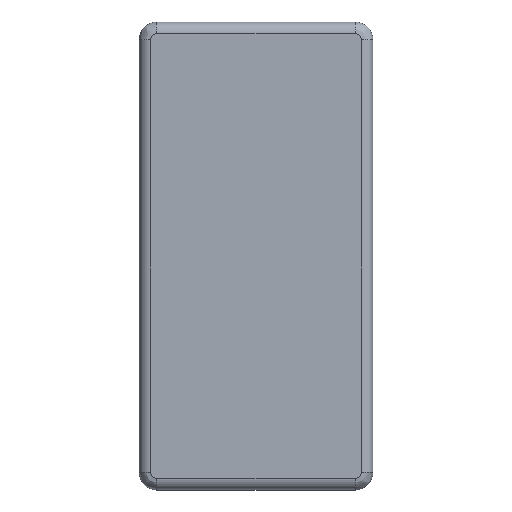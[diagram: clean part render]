
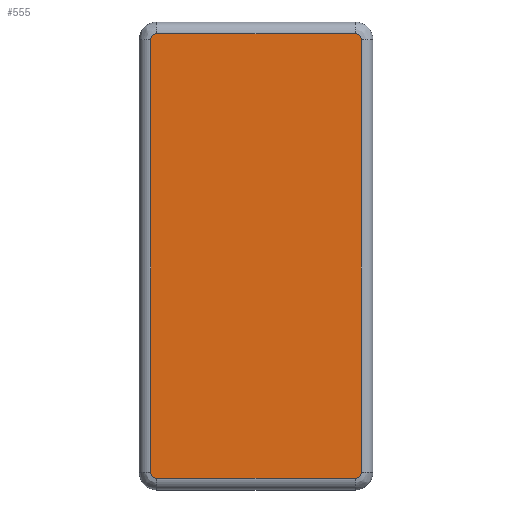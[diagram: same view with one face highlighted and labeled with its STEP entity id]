
A CAD part, top view. The second image highlights one B-rep face of the part: STEP entity #555.
In plain terms, the highlighted planar face has unit normal (0, 0, 1).
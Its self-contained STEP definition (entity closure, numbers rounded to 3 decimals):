
#31=PLANE('',#665);
#75=FACE_OUTER_BOUND('',#109,.T.);
#109=EDGE_LOOP('',(#487,#488,#489,#490,#491,#492,#493,#494));
#148=CIRCLE('',#643,1.);
#152=CIRCLE('',#647,1.);
#156=CIRCLE('',#653,1.);
#160=CIRCLE('',#657,1.);
#177=LINE('',#955,#209);
#179=LINE('',#991,#211);
#182=LINE('',#998,#214);
#184=LINE('',#1029,#216);
#209=VECTOR('',#778,10.);
#211=VECTOR('',#798,10.);
#214=VECTOR('',#805,10.);
#216=VECTOR('',#821,10.);
#260=VERTEX_POINT('',#952);
#261=VERTEX_POINT('',#954);
#264=VERTEX_POINT('',#969);
#265=VERTEX_POINT('',#982);
#268=VERTEX_POINT('',#989);
#269=VERTEX_POINT('',#994);
#272=VERTEX_POINT('',#1009);
#273=VERTEX_POINT('',#1022);
#324=EDGE_CURVE('',#260,#261,#177,.T.);
#328=EDGE_CURVE('',#264,#260,#148,.T.);
#332=EDGE_CURVE('',#261,#265,#152,.T.);
#334=EDGE_CURVE('',#268,#264,#179,.T.);
#338=EDGE_CURVE('',#265,#269,#182,.T.);
#340=EDGE_CURVE('',#272,#268,#156,.T.);
#344=EDGE_CURVE('',#269,#273,#160,.T.);
#346=EDGE_CURVE('',#273,#272,#184,.T.);
#487=ORIENTED_EDGE('',*,*,#324,.F.);
#488=ORIENTED_EDGE('',*,*,#328,.F.);
#489=ORIENTED_EDGE('',*,*,#334,.F.);
#490=ORIENTED_EDGE('',*,*,#340,.F.);
#491=ORIENTED_EDGE('',*,*,#346,.F.);
#492=ORIENTED_EDGE('',*,*,#344,.F.);
#493=ORIENTED_EDGE('',*,*,#338,.F.);
#494=ORIENTED_EDGE('',*,*,#332,.F.);
#555=ADVANCED_FACE('',(#75),#31,.T.);
#643=AXIS2_PLACEMENT_3D('',#971,#784,#785);
#647=AXIS2_PLACEMENT_3D('',#986,#792,#793);
#653=AXIS2_PLACEMENT_3D('',#1011,#808,#809);
#657=AXIS2_PLACEMENT_3D('',#1026,#816,#817);
#665=AXIS2_PLACEMENT_3D('',#1048,#841,#842);
#778=DIRECTION('',(0.,1.,0.));
#784=DIRECTION('center_axis',(0.,0.,-1.));
#785=DIRECTION('ref_axis',(-0.707,-0.707,0.));
#792=DIRECTION('center_axis',(0.,0.,-1.));
#793=DIRECTION('ref_axis',(-0.707,0.707,0.));
#798=DIRECTION('',(-1.,0.,0.));
#805=DIRECTION('',(1.,0.,0.));
#808=DIRECTION('center_axis',(0.,0.,-1.));
#809=DIRECTION('ref_axis',(0.707,-0.707,0.));
#816=DIRECTION('center_axis',(0.,0.,-1.));
#817=DIRECTION('ref_axis',(0.707,0.707,0.));
#821=DIRECTION('',(0.,-1.,0.));
#841=DIRECTION('center_axis',(0.,0.,1.));
#842=DIRECTION('ref_axis',(1.,0.,0.));
#952=CARTESIAN_POINT('',(2.,3.,2.5));
#954=CARTESIAN_POINT('',(2.,77.,2.5));
#955=CARTESIAN_POINT('',(2.,21.5,2.5));
#969=CARTESIAN_POINT('',(3.,2.,2.5));
#971=CARTESIAN_POINT('Origin',(3.,3.,2.5));
#982=CARTESIAN_POINT('',(3.,78.,2.5));
#986=CARTESIAN_POINT('Origin',(3.,77.,2.5));
#989=CARTESIAN_POINT('',(37.,2.,2.5));
#991=CARTESIAN_POINT('',(28.5,2.,2.5));
#994=CARTESIAN_POINT('',(37.,78.,2.5));
#998=CARTESIAN_POINT('',(11.5,78.,2.5));
#1009=CARTESIAN_POINT('',(38.,3.,2.5));
#1011=CARTESIAN_POINT('Origin',(37.,3.,2.5));
#1022=CARTESIAN_POINT('',(38.,77.,2.5));
#1026=CARTESIAN_POINT('Origin',(37.,77.,2.5));
#1029=CARTESIAN_POINT('',(38.,58.5,2.5));
#1048=CARTESIAN_POINT('Origin',(20.,40.,2.5));
